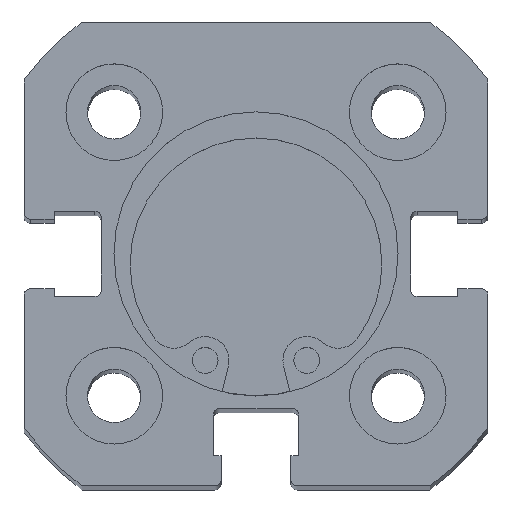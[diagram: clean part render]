
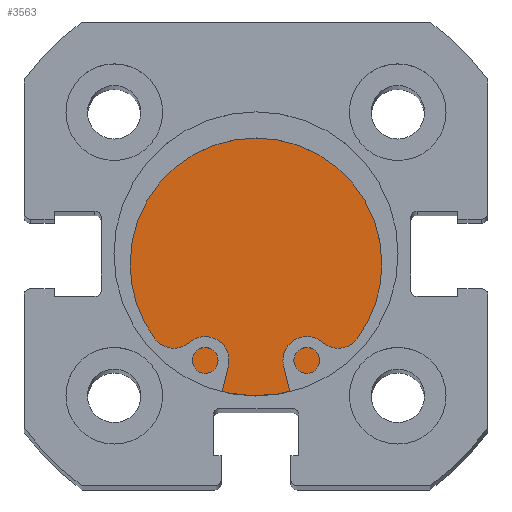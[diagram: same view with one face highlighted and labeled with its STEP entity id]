
A CAD part, top view. The second image highlights one B-rep face of the part: STEP entity #3563.
In plain terms, the highlighted face is planar.
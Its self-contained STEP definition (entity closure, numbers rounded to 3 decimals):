
#109 = VERTEX_POINT ( 'NONE', #5691 ) ;
#165 = VERTEX_POINT ( 'NONE', #1501 ) ;
#741 = CIRCLE ( 'NONE', #3067, 11. ) ;
#762 = CIRCLE ( 'NONE', #3075, 11. ) ;
#1501 = CARTESIAN_POINT ( 'NONE',  ( 6., 0., 11. ) ) ;
#1751 = FACE_OUTER_BOUND ( 'NONE', #1994, .T. ) ;
#1994 = EDGE_LOOP ( 'NONE', ( #2481, #2302 ) ) ;
#2302 = ORIENTED_EDGE ( 'NONE', *, *, #2750, .F. ) ;
#2481 = ORIENTED_EDGE ( 'NONE', *, *, #2732, .F. ) ;
#2732 = EDGE_CURVE ( 'NONE', #165, #109, #741, .T. ) ;
#2750 = EDGE_CURVE ( 'NONE', #109, #165, #762, .T. ) ;
#3067 = AXIS2_PLACEMENT_3D ( 'NONE', #3915, #3916, #3917 ) ;
#3075 = AXIS2_PLACEMENT_3D ( 'NONE', #3969, #3970, #3971 ) ;
#3349 = AXIS2_PLACEMENT_3D ( 'NONE', #5087, #5089, #5090 ) ;
#3563 = ADVANCED_FACE ( 'NONE', ( #1751 ), #5088, .F. ) ;
#3915 = CARTESIAN_POINT ( 'NONE',  ( 6., 0., 0. ) ) ;
#3916 = DIRECTION ( 'NONE',  ( -1., 0., 0. ) ) ;
#3917 = DIRECTION ( 'NONE',  ( 0., 0., 1. ) ) ;
#3969 = CARTESIAN_POINT ( 'NONE',  ( 6., 0., 0. ) ) ;
#3970 = DIRECTION ( 'NONE',  ( -1., 0., 0. ) ) ;
#3971 = DIRECTION ( 'NONE',  ( 0., 0., 1. ) ) ;
#5087 = CARTESIAN_POINT ( 'NONE',  ( 6., 11., 0. ) ) ;
#5088 = PLANE ( 'NONE',  #3349 ) ;
#5089 = DIRECTION ( 'NONE',  ( -1., 0., 0. ) ) ;
#5090 = DIRECTION ( 'NONE',  ( 0., 0., 1. ) ) ;
#5691 = CARTESIAN_POINT ( 'NONE',  ( 6., 0., -11. ) ) ;
